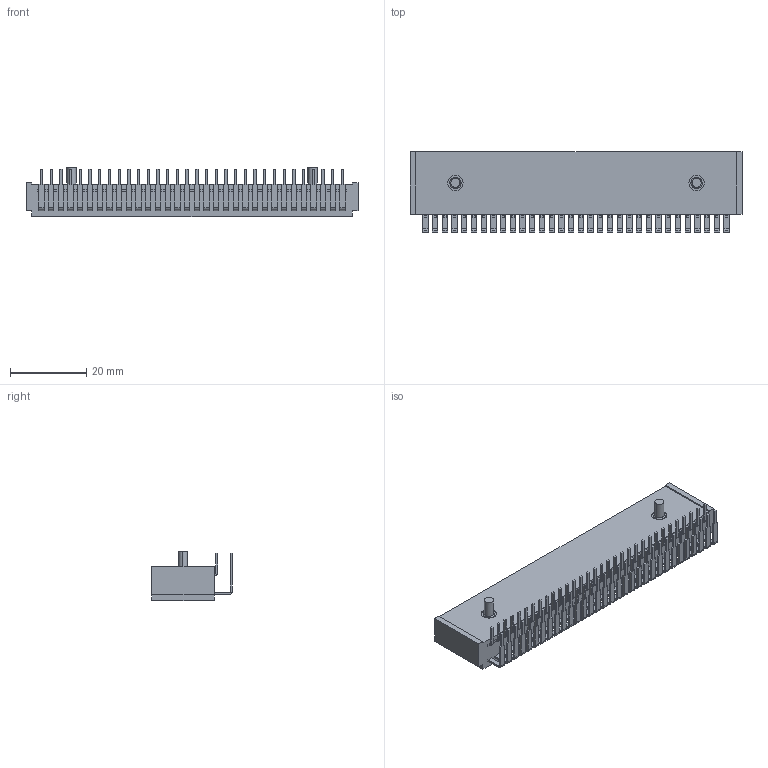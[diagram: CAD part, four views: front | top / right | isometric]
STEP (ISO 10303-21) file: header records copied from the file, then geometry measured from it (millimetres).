
FILE_DESCRIPTION((''),'2;1');
FILE_NAME('10053363200LFC','2011-06-23T',('Reswaram'),('FCI - ELX Division'),'PRO/ENGINEER BY PARAMETRIC TECHNOLOGY CORPORATION, 2008010','PRO/ENGINEER BY PARAMETRIC TECHNOLOGY CORPORATION, 2008010','');
FILE_SCHEMA(('CONFIG_CONTROL_DESIGN'));
Length unit declared in the file: millimetre
Products named in the file (1): 10053363200LFC
Bounding box: 86.82 x 21.11 x 12.83 mm (x, y, z)
Volume: 10832.2 mm3; surface area: 8634.6 mm2
Topology: 33 solids, 33 shells, 1287 faces, 3040 edges, 1856 vertices
Faces by surface type: plane 1147, cylinder 136, torus 4
Entity records: 35760 total; most frequent: CARTESIAN_POINT 6183, ORIENTED_EDGE 6080, DIRECTION 5902, EDGE_CURVE 3040, VECTOR 2752, LINE 2752, VERTEX_POINT 1856, AXIS2_PLACEMENT_3D 1575
